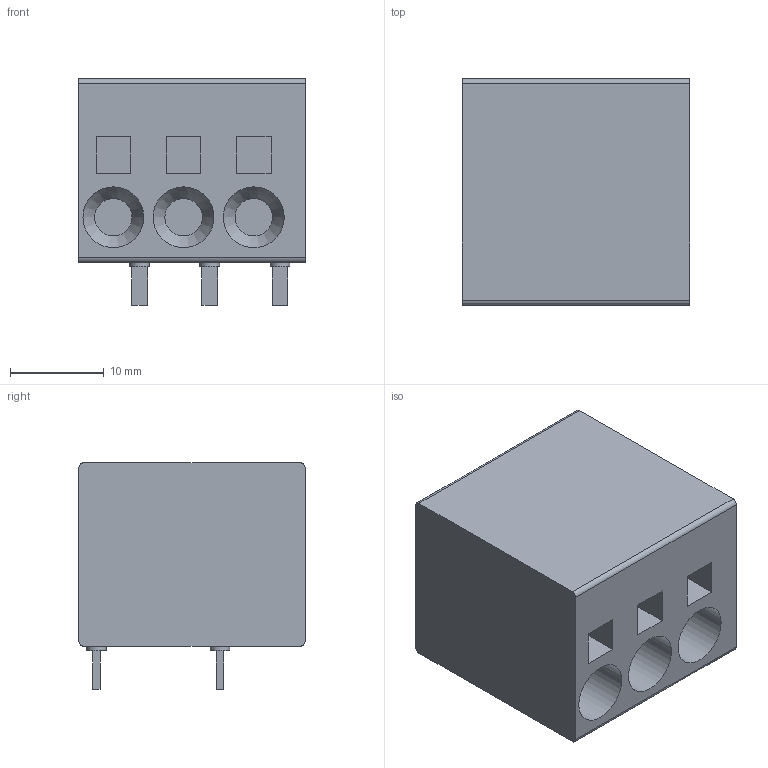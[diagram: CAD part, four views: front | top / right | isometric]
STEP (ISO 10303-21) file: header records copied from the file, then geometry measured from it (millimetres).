
FILE_DESCRIPTION(/* description */ ('model of PhoenixContact_SPT_5_3-H-7.5_1x03_P7.5mm_Horizontal'),/* implementation_level */ '2;1');
FILE_NAME(/* name */ 'PhoenixContact_SPT_5_3-H-7.5_1x03_P7.5mm_Horizontal.step',/* time_stamp */ '2023-01-30T13:57:53',/* author */ ('KiCAD','kicad'),/* organization */ ('OCCT'),/* preprocessor_version */ '',/* originating_system */ 'KiCAD',/* authorisation */ '');
FILE_SCHEMA(('AUTOMOTIVE_DESIGN { 1 0 10303 214 1 1 1 1 }'));
Length unit declared in the file: millimetre
Products named in the file (7): CQ assembly; b5396c4a-a09d-11ed-8f45-a0cec80452fd; b5396c4a-a09d-11ed-8f45-a0cec80452fd_part; b53970a0-a09d-11ed-8f45-a0cec80452fd; b53970a0-a09d-11ed-8f45-a0cec80452fd_part; b5397370-a09d-11ed-8f45-a0cec80452fd; b5397370-a09d-11ed-8f45-a0cec80452fd_part
Assembly tree (6 placements, depth 4):
  CQ assembly
    b5396c4a-a09d-11ed-8f45-a0cec80452fd
      b5396c4a-a09d-11ed-8f45-a0cec80452fd_part
      b53970a0-a09d-11ed-8f45-a0cec80452fd
        b53970a0-a09d-11ed-8f45-a0cec80452fd_part
      b5397370-a09d-11ed-8f45-a0cec80452fd
        b5397370-a09d-11ed-8f45-a0cec80452fd_part
Bounding box: 24.3 x 24.15 x 24.2 mm (x, y, z)
Volume: 10578 mm3; surface area: 3915.7 mm2
Topology: 7 solids, 7 shells, 82 faces, 165 edges, 109 vertices
Faces by surface type: plane 66, cylinder 13, cone 3
Full cylindrical faces by diameter (mm): 2.1 x6, 6.5 x3
Entity records: 2273 total; most frequent: DIRECTION 372, CARTESIAN_POINT 363, ORIENTED_EDGE 330, EDGE_CURVE 165, LINE 136, VECTOR 136, AXIS2_PLACEMENT_3D 118, VERTEX_POINT 109
